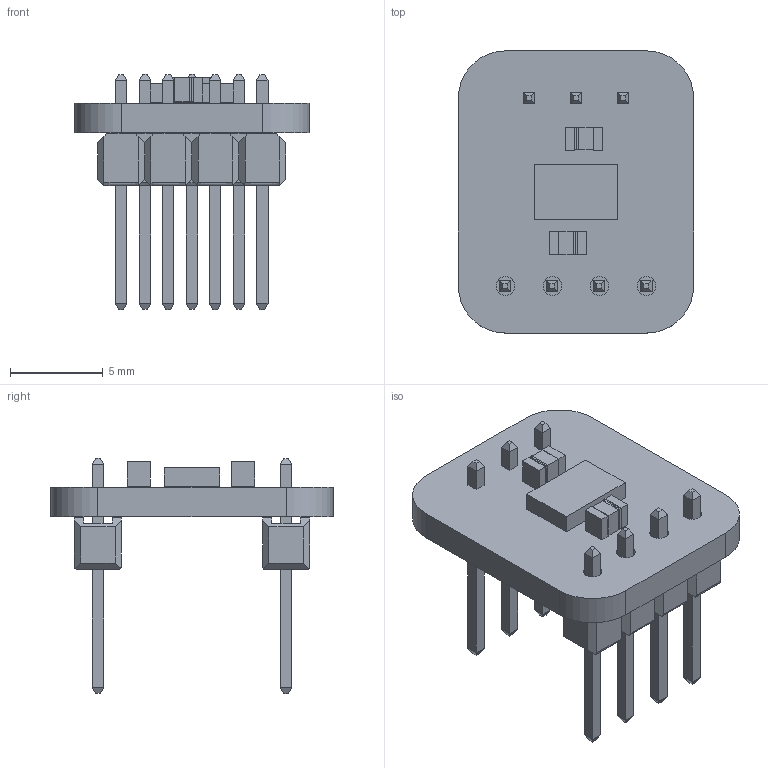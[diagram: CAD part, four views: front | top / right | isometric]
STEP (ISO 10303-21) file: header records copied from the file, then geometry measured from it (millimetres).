
FILE_DESCRIPTION(('KiCad electronic assembly'),'2;1');
FILE_NAME('BMI088 SPI Breakout.step','2021-08-20T11:58:55',('An Author') ,('A Company'),'Open CASCADE STEP processor 6.9', 'KiCad to STEP converter','Unknown');
FILE_SCHEMA(('AUTOMOTIVE_DESIGN { 1 0 10303 214 1 1 1 1 }'));
Length unit declared in the file: millimetre
Products named in the file (10): Open CASCADE STEP translator 6.9 1; 1x4_Male_Header; COMPOUND; BMI088; 0.1uF_Capacitor_0805; 1x3_Male_Header
Assembly tree (10 placements, depth 3):
  Open CASCADE STEP translator 6.9 1
    1x4_Male_Header
      COMPOUND
    BMI088
      COMPOUND
    0.1uF_Capacitor_0805  x2
      COMPOUND
    1x3_Male_Header
      COMPOUND
    COMPOUND
Bounding box: 12.7 x 15.24 x 12.71 mm (x, y, z)
Volume: 348.5 mm3; surface area: 1053.4 mm2
Topology: 34 solids, 41 shells, 526 faces, 1265 edges, 828 vertices
Faces by surface type: plane 487, bspline 28, cylinder 11
Full cylindrical faces by diameter (mm): 0.635 x3, 1.016 x4
Entity records: 29664 total; most frequent: CARTESIAN_POINT 8582, DIRECTION 2567, ORIENTED_EDGE 2334, PCURVE 2334, DEFINITIONAL_REPRESENTATION 2334, B_SPLINE_CURVE_WITH_KNOTS 1948, LINE 1543, VECTOR 1543
